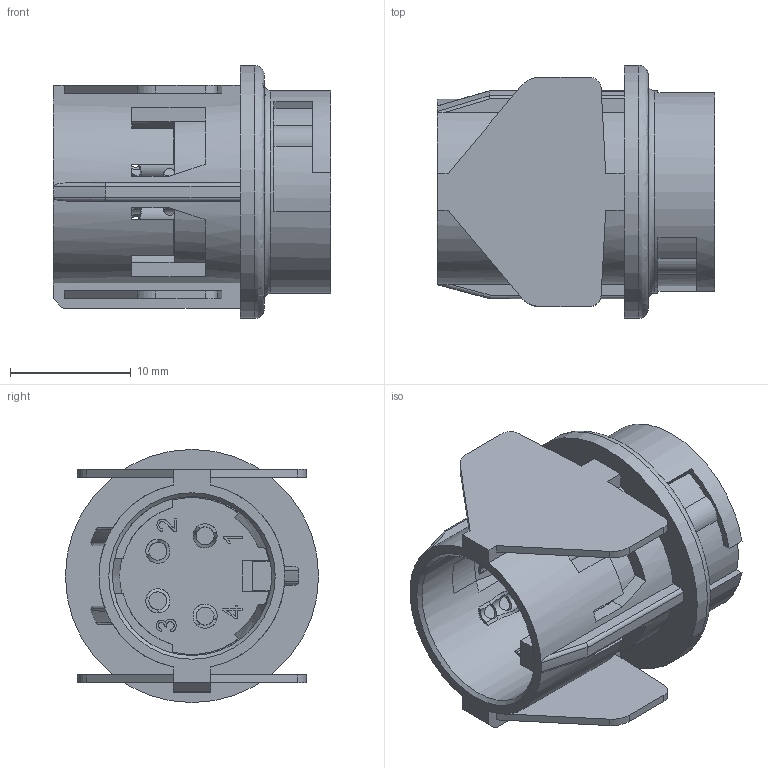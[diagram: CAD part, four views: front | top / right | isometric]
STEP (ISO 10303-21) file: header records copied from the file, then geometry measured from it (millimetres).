
FILE_DESCRIPTION(/* description */ (''),/* implementation_level */ '2;1');
FILE_NAME(/* name */ 't 3327 500 unxc001-01.stp',/* time_stamp */ '2019-07-08T16:08:45+02:00',/* author */ (''),/* organization */ (''),/* preprocessor_version */ 'ST-DEVELOPER v16.7',/* originating_system */ 'SIEMENS PLM Software NX 12.0',/* authorisation */ '');
FILE_SCHEMA (('AUTOMOTIVE_DESIGN { 1 0 10303 214 3 1 1 1 }'));
Length unit declared in the file: millimetre
Products named in the file (1): t 3327 500 unxc001-01
Bounding box: 23 x 21 x 21 mm (x, y, z)
Volume: 3135.7 mm3; surface area: 4250.7 mm2
Topology: 1 solids, 1 shells, 276 faces, 778 edges, 511 vertices
Faces by surface type: plane 169, cylinder 74, cone 12, extrusion 10, bspline 8, revolution 3
Full cylindrical faces by diameter (mm): 1.2 x8, 1.5 x4, 2 x4, 14 x1, 16.8 x1, 21 x1
Entity records: 9831 total; most frequent: CARTESIAN_POINT 2913, ORIENTED_EDGE 1512, DIRECTION 1281, EDGE_CURVE 756, VERTEX_POINT 511, AXIS2_PLACEMENT_3D 431, VECTOR 416, LINE 406
